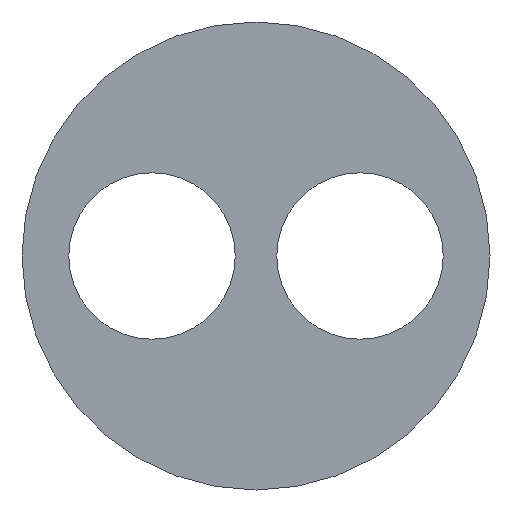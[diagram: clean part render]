
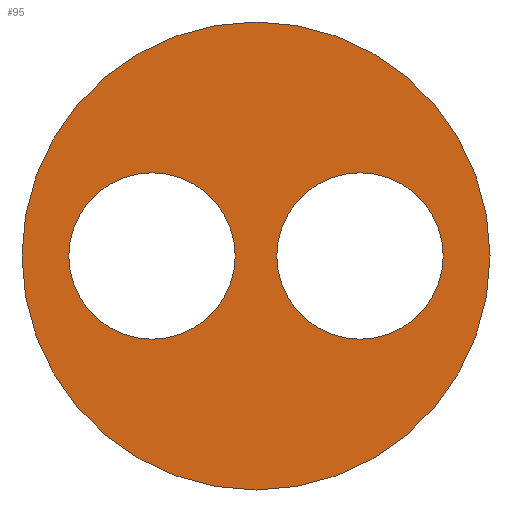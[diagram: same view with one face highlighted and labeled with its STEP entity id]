
A CAD part, left-side view. The second image highlights one B-rep face of the part: STEP entity #95.
In plain terms, the highlighted planar face has unit normal (-1, 0, 0).
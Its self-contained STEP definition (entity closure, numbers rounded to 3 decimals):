
#95 = ADVANCED_FACE( '', ( #200, #201, #202 ), #203, .F. );
#200 = FACE_BOUND( '', #309, .T. );
#201 = FACE_BOUND( '', #310, .T. );
#202 = FACE_OUTER_BOUND( '', #311, .T. );
#203 = PLANE( '', #312 );
#309 = EDGE_LOOP( '', ( #519 ) );
#310 = EDGE_LOOP( '', ( #520 ) );
#311 = EDGE_LOOP( '', ( #521 ) );
#312 = AXIS2_PLACEMENT_3D( '', #522, #523, #524 );
#519 = ORIENTED_EDGE( '', *, *, #634, .T. );
#520 = ORIENTED_EDGE( '', *, *, #646, .T. );
#521 = ORIENTED_EDGE( '', *, *, #707, .F. );
#522 = CARTESIAN_POINT( '', ( 0., 0., 0. ) );
#523 = DIRECTION( '', ( 1., 0., 0. ) );
#524 = DIRECTION( '', ( 0., 0., -1. ) );
#634 = EDGE_CURVE( '', #750, #750, #751, .T. );
#646 = EDGE_CURVE( '', #771, #771, #772, .T. );
#707 = EDGE_CURVE( '', #867, #867, #868, .T. );
#750 = VERTEX_POINT( '', #917 );
#751 = CIRCLE( '', #918, 4. );
#771 = VERTEX_POINT( '', #944 );
#772 = CIRCLE( '', #945, 4. );
#867 = VERTEX_POINT( '', #1075 );
#868 = CIRCLE( '', #1076, 11.25 );
#917 = CARTESIAN_POINT( '', ( 0., -5., -4. ) );
#918 = AXIS2_PLACEMENT_3D( '', #1125, #1126, #1127 );
#944 = CARTESIAN_POINT( '', ( 0., 5., -4. ) );
#945 = AXIS2_PLACEMENT_3D( '', #1140, #1141, #1142 );
#1075 = CARTESIAN_POINT( '', ( 0., 0., -11.25 ) );
#1076 = AXIS2_PLACEMENT_3D( '', #1214, #1215, #1216 );
#1125 = CARTESIAN_POINT( '', ( 0., -5., 0. ) );
#1126 = DIRECTION( '', ( 1., 0., 0. ) );
#1127 = DIRECTION( '', ( 0., 0., -1. ) );
#1140 = CARTESIAN_POINT( '', ( 0., 5., 0. ) );
#1141 = DIRECTION( '', ( 1., 0., 0. ) );
#1142 = DIRECTION( '', ( 0., 0., -1. ) );
#1214 = CARTESIAN_POINT( '', ( 0., 0., 0. ) );
#1215 = DIRECTION( '', ( 1., 0., 0. ) );
#1216 = DIRECTION( '', ( 0., 0., -1. ) );
